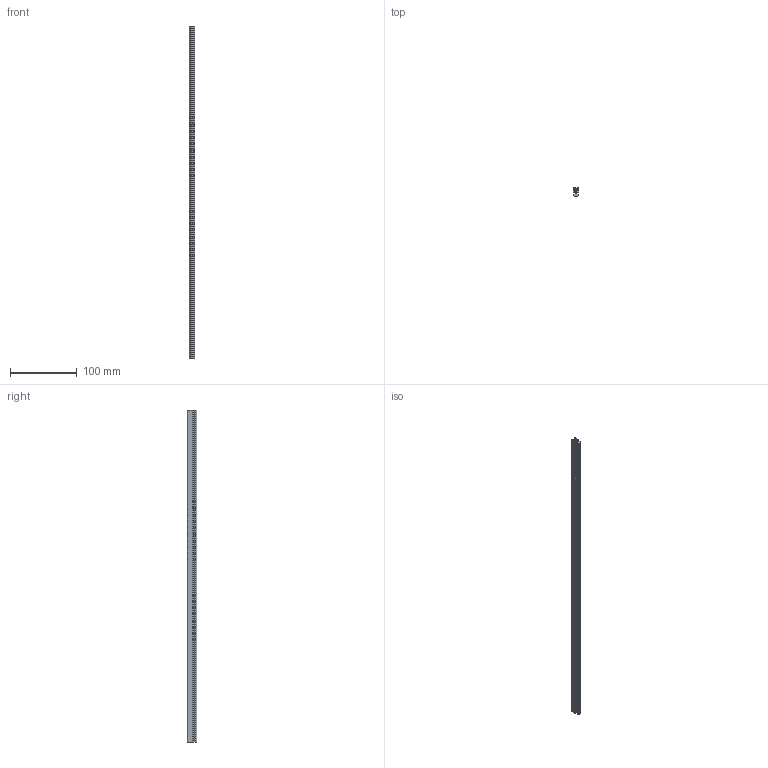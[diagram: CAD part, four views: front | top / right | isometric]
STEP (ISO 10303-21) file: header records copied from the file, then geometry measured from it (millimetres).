
FILE_DESCRIPTION (( 'STEP AP214' ), '1' );
FILE_NAME ('Slider 496mmV羞粣創賑寢.step', '2016-10-28T04:17:53', ( 'dell' ), ( '' ), 'SwSTEP 2.0', 'SolidWorks 2013', '' );
FILE_SCHEMA (( 'AUTOMOTIVE_DESIGN' ));
Length unit declared in the file: millimetre
Products named in the file (1): Slider 496mmV羞粣創賑寢
Bounding box: 8 x 14 x 496 mm (x, y, z)
Volume: 33508.4 mm3; surface area: 34316.7 mm2
Topology: 1 solids, 1 shells, 99 faces, 291 edges, 194 vertices
Faces by surface type: plane 90, cylinder 9
Entity records: 3277 total; most frequent: CARTESIAN_POINT 585, ORIENTED_EDGE 582, DIRECTION 509, EDGE_CURVE 291, VECTOR 273, LINE 273, VERTEX_POINT 194, AXIS2_PLACEMENT_3D 118
